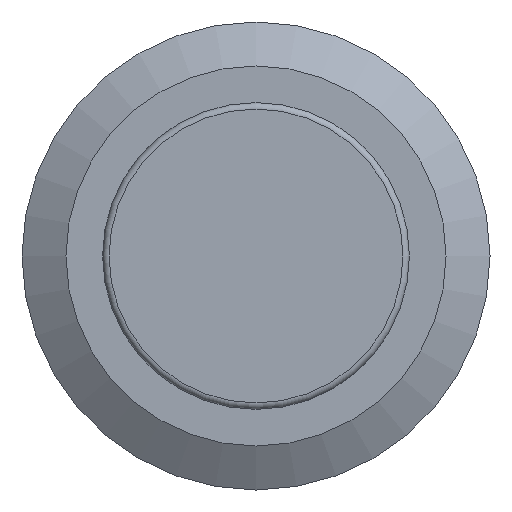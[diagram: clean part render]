
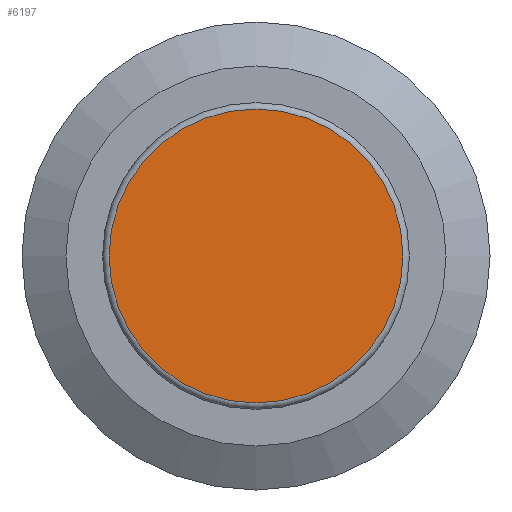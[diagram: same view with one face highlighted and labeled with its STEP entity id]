
A CAD part, left-side view. The second image highlights one B-rep face of the part: STEP entity #6197.
In plain terms, the highlighted planar face has unit normal (-1, 0, 0).
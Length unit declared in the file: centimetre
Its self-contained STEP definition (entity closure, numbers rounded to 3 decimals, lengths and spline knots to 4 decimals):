
#510=PLANE('',#6559);
#837=FACE_OUTER_BOUND('',#1219,.T.);
#1219=EDGE_LOOP('',(#5802));
#2612=CIRCLE('',#6558,0.565);
#3194=VERTEX_POINT('',#10699);
#4066=EDGE_CURVE('',#3194,#3194,#2612,.T.);
#5802=ORIENTED_EDGE('',*,*,#4066,.F.);
#6197=ADVANCED_FACE('',(#837),#510,.F.);
#6558=AXIS2_PLACEMENT_3D('',#10701,#7896,#7897);
#6559=AXIS2_PLACEMENT_3D('',#10702,#7898,#7899);
#7896=DIRECTION('center_axis',(1.,0.,0.));
#7897=DIRECTION('ref_axis',(0.,0.,1.));
#7898=DIRECTION('center_axis',(1.,0.,0.));
#7899=DIRECTION('ref_axis',(0.,0.,1.));
#10699=CARTESIAN_POINT('',(-0.37,0.,-0.565));
#10701=CARTESIAN_POINT('Origin',(-0.37,0.,0.));
#10702=CARTESIAN_POINT('Origin',(-0.37,0.,0.));
